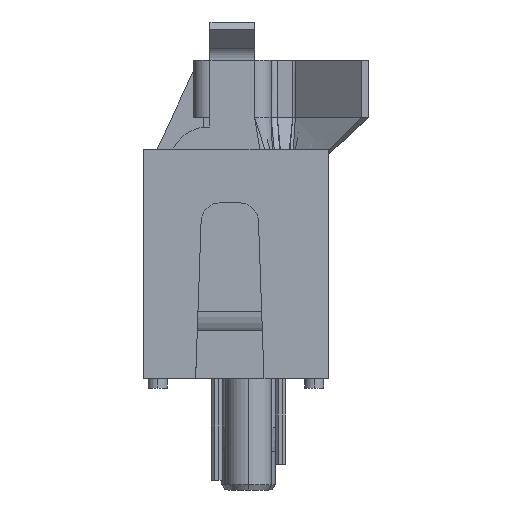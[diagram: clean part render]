
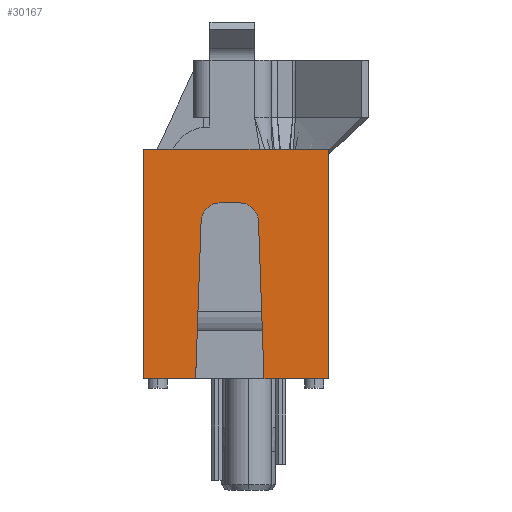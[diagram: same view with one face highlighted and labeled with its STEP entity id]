
A CAD part, left-side view. The second image highlights one B-rep face of the part: STEP entity #30167.
In plain terms, the highlighted planar face has unit normal (-1, 0, 0).
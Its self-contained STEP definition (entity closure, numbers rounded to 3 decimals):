
#133=DIRECTION('',(0.,0.035,0.999));
#134=VECTOR('',#133,6.28);
#135=CARTESIAN_POINT('',(-57.79,-1.119,-3.99));
#136=LINE('',#135,#134);
#137=CARTESIAN_POINT('',(-57.79,-0.14,2.26));
#138=DIRECTION('',(-1.,0.,0.));
#139=DIRECTION('',(0.,-0.999,0.035));
#140=AXIS2_PLACEMENT_3D('',#137,#138,#139);
#142=DIRECTION('',(0.,1.,0.));
#143=VECTOR('',#142,0.771);
#144=CARTESIAN_POINT('',(-57.79,-0.14,3.02));
#145=LINE('',#144,#143);
#146=CARTESIAN_POINT('',(-57.79,0.63,2.26));
#147=DIRECTION('',(-1.,0.,0.));
#148=DIRECTION('',(0.,0.,1.));
#149=AXIS2_PLACEMENT_3D('',#146,#147,#148);
#151=DIRECTION('',(0.,-0.035,0.999));
#152=VECTOR('',#151,6.28);
#153=CARTESIAN_POINT('',(-57.79,1.609,-3.99));
#154=LINE('',#153,#152);
#155=DIRECTION('',(0.,1.,0.));
#156=VECTOR('',#155,2.076);
#157=CARTESIAN_POINT('',(-57.79,1.609,-3.99));
#158=LINE('',#157,#156);
#159=DIRECTION('',(0.,0.,1.));
#160=VECTOR('',#159,9.15);
#161=CARTESIAN_POINT('',(-57.79,3.685,-3.99));
#162=LINE('',#161,#160);
#163=DIRECTION('',(0.,0.,-1.));
#164=VECTOR('',#163,9.15);
#165=CARTESIAN_POINT('',(-57.79,-3.685,5.16));
#166=LINE('',#165,#164);
#167=DIRECTION('',(0.,1.,0.));
#168=VECTOR('',#167,2.566);
#169=CARTESIAN_POINT('',(-57.79,-3.685,-3.99));
#170=LINE('',#169,#168);
#3927=DIRECTION('',(0.,1.,0.));
#3928=VECTOR('',#3927,7.37);
#3929=CARTESIAN_POINT('',(-57.79,-3.685,5.16));
#3930=LINE('',#3929,#3928);
#22940=CARTESIAN_POINT('',(-57.79,-3.685,5.16));
#22941=CARTESIAN_POINT('',(-57.79,-3.685,-3.99));
#22942=VERTEX_POINT('',#22940);
#22943=VERTEX_POINT('',#22941);
#22944=CARTESIAN_POINT('',(-57.79,3.685,-3.99));
#22945=CARTESIAN_POINT('',(-57.79,3.685,5.16));
#22946=VERTEX_POINT('',#22944);
#22947=VERTEX_POINT('',#22945);
#23162=CARTESIAN_POINT('',(-57.79,-1.119,-3.99));
#23163=CARTESIAN_POINT('',(-57.79,-0.9,2.287));
#23164=VERTEX_POINT('',#23162);
#23165=VERTEX_POINT('',#23163);
#23166=CARTESIAN_POINT('',(-57.79,-0.14,3.02));
#23167=VERTEX_POINT('',#23166);
#23168=CARTESIAN_POINT('',(-57.79,0.63,3.02));
#23169=VERTEX_POINT('',#23168);
#23170=CARTESIAN_POINT('',(-57.79,1.39,2.287));
#23171=VERTEX_POINT('',#23170);
#23172=CARTESIAN_POINT('',(-57.79,1.609,-3.99));
#23173=VERTEX_POINT('',#23172);
#30140=CARTESIAN_POINT('',(-57.79,0.,0.));
#30141=DIRECTION('',(1.,0.,0.));
#30142=DIRECTION('',(0.,0.,-1.));
#30143=AXIS2_PLACEMENT_3D('',#30140,#30141,#30142);
#30144=PLANE('',#30143);
#30146=ORIENTED_EDGE('',*,*,#30145,.T.);
#30148=ORIENTED_EDGE('',*,*,#30147,.T.);
#30150=ORIENTED_EDGE('',*,*,#30149,.T.);
#30152=ORIENTED_EDGE('',*,*,#30151,.T.);
#30154=ORIENTED_EDGE('',*,*,#30153,.F.);
#30156=ORIENTED_EDGE('',*,*,#30155,.T.);
#30158=ORIENTED_EDGE('',*,*,#30157,.T.);
#30160=ORIENTED_EDGE('',*,*,#30159,.F.);
#30162=ORIENTED_EDGE('',*,*,#30161,.T.);
#30164=ORIENTED_EDGE('',*,*,#30163,.T.);
#30165=EDGE_LOOP('',(#30146,#30148,#30150,#30152,#30154,#30156,#30158,#30160,
#30162,#30164));
#30166=FACE_OUTER_BOUND('',#30165,.F.);
#30167=ADVANCED_FACE('',(#30166),#30144,.F.);
#141=CIRCLE('',#140,0.76);
#150=CIRCLE('',#149,0.76);
#30145=EDGE_CURVE('',#23164,#23165,#136,.T.);
#30147=EDGE_CURVE('',#23165,#23167,#141,.T.);
#30149=EDGE_CURVE('',#23167,#23169,#145,.T.);
#30151=EDGE_CURVE('',#23169,#23171,#150,.T.);
#30153=EDGE_CURVE('',#23173,#23171,#154,.T.);
#30155=EDGE_CURVE('',#23173,#22946,#158,.T.);
#30157=EDGE_CURVE('',#22946,#22947,#162,.T.);
#30159=EDGE_CURVE('',#22942,#22947,#3930,.T.);
#30161=EDGE_CURVE('',#22942,#22943,#166,.T.);
#30163=EDGE_CURVE('',#22943,#23164,#170,.T.);
